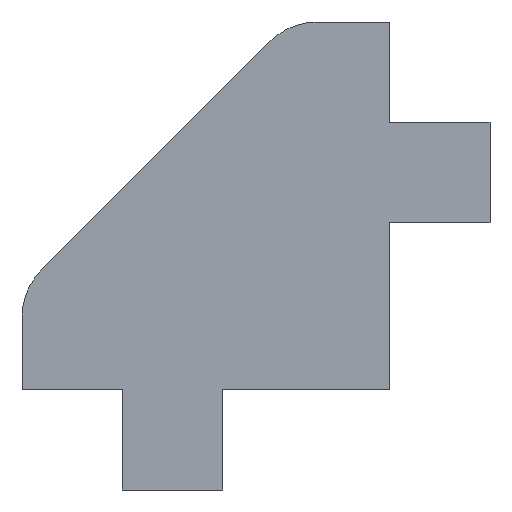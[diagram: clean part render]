
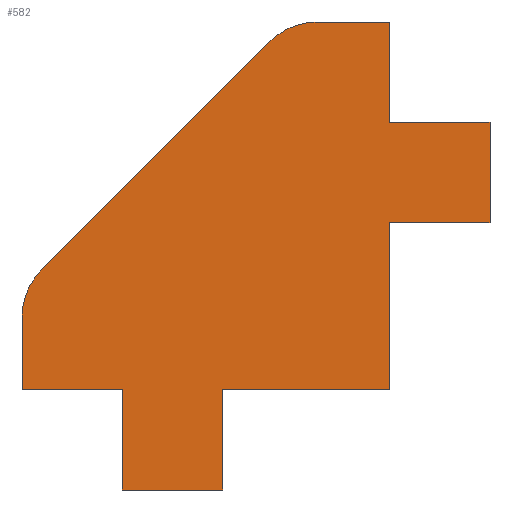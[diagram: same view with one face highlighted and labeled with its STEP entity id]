
A CAD part, left-side view. The second image highlights one B-rep face of the part: STEP entity #582.
In plain terms, the highlighted planar face has unit normal (-1, 0, 0).
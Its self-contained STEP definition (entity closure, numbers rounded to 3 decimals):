
#73=CARTESIAN_POINT('',(0.0,0.0,5.0));
#74=VERTEX_POINT('',#73);
#75=CARTESIAN_POINT('',(0.0,-3.0,5.0));
#76=VERTEX_POINT('',#75);
#77=CARTESIAN_POINT('',(0.0,0.0,5.0));
#78=DIRECTION('',(0.0,-1.0,0.0));
#79=VECTOR('',#78,3.0);
#80=LINE('',#77,#79);
#81=EDGE_CURVE('',#74,#76,#80,.T.);
#113=CARTESIAN_POINT('',(0.0,-3.0,8.0));
#114=VERTEX_POINT('',#113);
#115=CARTESIAN_POINT('',(0.0,-3.0,5.0));
#116=DIRECTION('',(0.0,0.0,1.0));
#117=VECTOR('',#116,3.0);
#118=LINE('',#115,#117);
#119=EDGE_CURVE('',#76,#114,#118,.T.);
#144=CARTESIAN_POINT('',(0.0,0.0,8.));
#145=VERTEX_POINT('',#144);
#146=CARTESIAN_POINT('',(0.0,-3.0,8.0));
#147=DIRECTION('',(0.0,1.0,0.0));
#148=VECTOR('',#147,3.0);
#149=LINE('',#146,#148);
#150=EDGE_CURVE('',#114,#145,#149,.T.);
#175=CARTESIAN_POINT('',(0.0,0.0,11.0));
#176=VERTEX_POINT('',#175);
#177=CARTESIAN_POINT('',(0.0,0.0,8.));
#178=DIRECTION('',(0.0,0.0,1.0));
#179=VECTOR('',#178,3.);
#180=LINE('',#177,#179);
#181=EDGE_CURVE('',#145,#176,#180,.T.);
#206=CARTESIAN_POINT('',(0.0,2.172,11.0));
#207=VERTEX_POINT('',#206);
#208=CARTESIAN_POINT('',(0.0,0.0,11.0));
#209=DIRECTION('',(0.0,1.0,0.0));
#210=VECTOR('',#209,2.172);
#211=LINE('',#208,#210);
#212=EDGE_CURVE('',#176,#207,#211,.T.);
#237=CARTESIAN_POINT('',(0.0,3.586,10.414));
#238=VERTEX_POINT('',#237);
#239=CARTESIAN_POINT('',(0.0,2.172,9.));
#240=DIRECTION('',(-1.0,0.0,0.0));
#241=DIRECTION('',(0.0,-0.707,-0.707));
#242=AXIS2_PLACEMENT_3D('',#239,#240,#241);
#243=CIRCLE('',#242,2.);
#244=EDGE_CURVE('',#207,#238,#243,.T.);
#270=CARTESIAN_POINT('',(0.0,10.414,3.586));
#271=VERTEX_POINT('',#270);
#272=CARTESIAN_POINT('',(0.0,3.586,10.414));
#273=DIRECTION('',(0.0,0.707,-0.707));
#274=VECTOR('',#273,9.657);
#275=LINE('',#272,#274);
#276=EDGE_CURVE('',#238,#271,#275,.T.);
#301=CARTESIAN_POINT('',(0.0,11.0,2.172));
#302=VERTEX_POINT('',#301);
#303=CARTESIAN_POINT('',(0.0,9.,2.172));
#304=DIRECTION('',(-1.0,0.0,0.0));
#305=DIRECTION('',(0.0,-1.0,0.0));
#306=AXIS2_PLACEMENT_3D('',#303,#304,#305);
#307=CIRCLE('',#306,2.);
#308=EDGE_CURVE('',#271,#302,#307,.T.);
#334=CARTESIAN_POINT('',(0.0,11.0,0.));
#335=VERTEX_POINT('',#334);
#336=CARTESIAN_POINT('',(0.0,11.0,2.172));
#337=DIRECTION('',(0.0,0.0,-1.0));
#338=VECTOR('',#337,2.172);
#339=LINE('',#336,#338);
#340=EDGE_CURVE('',#302,#335,#339,.T.);
#365=CARTESIAN_POINT('',(0.0,8.0,0.));
#366=VERTEX_POINT('',#365);
#367=CARTESIAN_POINT('',(0.0,11.0,0.));
#368=DIRECTION('',(0.0,-1.0,0.0));
#369=VECTOR('',#368,3.0);
#370=LINE('',#367,#369);
#371=EDGE_CURVE('',#335,#366,#370,.T.);
#396=CARTESIAN_POINT('',(0.0,8.0,-3.));
#397=VERTEX_POINT('',#396);
#398=CARTESIAN_POINT('',(0.0,8.0,0.));
#399=DIRECTION('',(0.0,0.0,-1.0));
#400=VECTOR('',#399,3.0);
#401=LINE('',#398,#400);
#402=EDGE_CURVE('',#366,#397,#401,.T.);
#427=CARTESIAN_POINT('',(0.0,5.0,-3.));
#428=VERTEX_POINT('',#427);
#429=CARTESIAN_POINT('',(0.0,8.0,-3.));
#430=DIRECTION('',(0.0,-1.0,0.0));
#431=VECTOR('',#430,3.0);
#432=LINE('',#429,#431);
#433=EDGE_CURVE('',#397,#428,#432,.T.);
#458=CARTESIAN_POINT('',(0.0,5.0,0.));
#459=VERTEX_POINT('',#458);
#460=CARTESIAN_POINT('',(0.0,5.0,-3.));
#461=DIRECTION('',(0.0,0.0,1.0));
#462=VECTOR('',#461,3.0);
#463=LINE('',#460,#462);
#464=EDGE_CURVE('',#428,#459,#463,.T.);
#489=CARTESIAN_POINT('',(0.0,0.0,0.0));
#490=VERTEX_POINT('',#489);
#491=CARTESIAN_POINT('',(0.0,5.0,0.));
#492=DIRECTION('',(0.0,-1.0,0.0));
#493=VECTOR('',#492,5.0);
#494=LINE('',#491,#493);
#495=EDGE_CURVE('',#459,#490,#494,.T.);
#520=CARTESIAN_POINT('',(0.0,0.0,0.0));
#521=DIRECTION('',(0.0,0.0,1.0));
#522=VECTOR('',#521,5.0);
#523=LINE('',#520,#522);
#524=EDGE_CURVE('',#490,#74,#523,.T.);
#560=CARTESIAN_POINT('',(0.0,3.803,3.803));
#561=DIRECTION('',(1.0,0.0,0.0));
#562=DIRECTION('',(0.0,0.0,-1.0));
#563=AXIS2_PLACEMENT_3D('',#560,#561,#562);
#564=PLANE('',#563);
#565=ORIENTED_EDGE('',*,*,#524,.T.);
#566=ORIENTED_EDGE('',*,*,#81,.T.);
#567=ORIENTED_EDGE('',*,*,#119,.T.);
#568=ORIENTED_EDGE('',*,*,#150,.T.);
#569=ORIENTED_EDGE('',*,*,#181,.T.);
#570=ORIENTED_EDGE('',*,*,#212,.T.);
#571=ORIENTED_EDGE('',*,*,#244,.T.);
#572=ORIENTED_EDGE('',*,*,#276,.T.);
#573=ORIENTED_EDGE('',*,*,#308,.T.);
#574=ORIENTED_EDGE('',*,*,#340,.T.);
#575=ORIENTED_EDGE('',*,*,#371,.T.);
#576=ORIENTED_EDGE('',*,*,#402,.T.);
#577=ORIENTED_EDGE('',*,*,#433,.T.);
#578=ORIENTED_EDGE('',*,*,#464,.T.);
#579=ORIENTED_EDGE('',*,*,#495,.T.);
#580=EDGE_LOOP('',(#565,#566,#567,#568,#569,#570,#571,#572,#573,#574,#575,#576,#577,#578,#579));
#581=FACE_OUTER_BOUND('',#580,.T.);
#582=ADVANCED_FACE('',(#581),#564,.F.);
